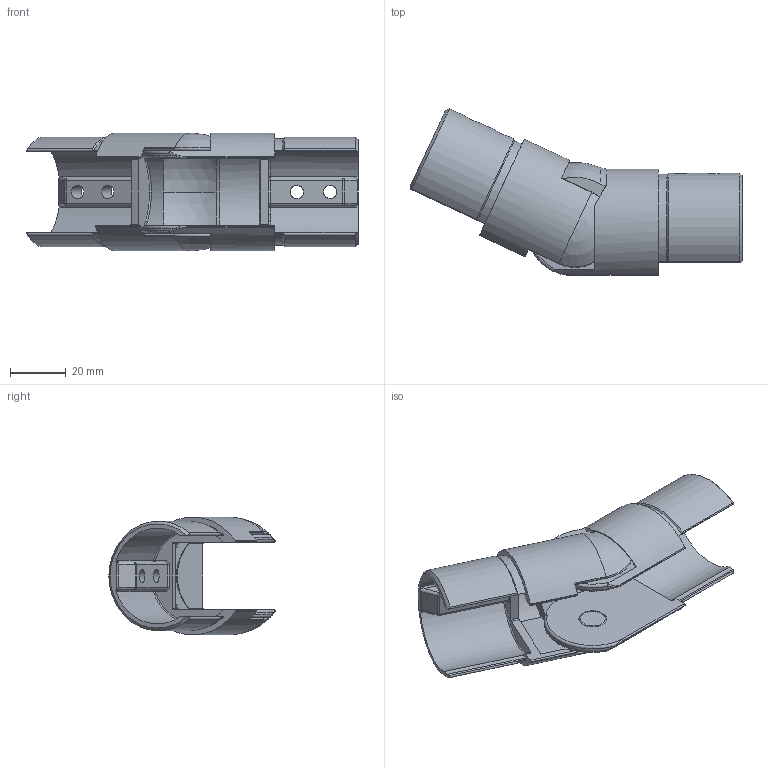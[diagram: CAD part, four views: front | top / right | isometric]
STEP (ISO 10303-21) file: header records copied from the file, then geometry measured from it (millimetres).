
FILE_DESCRIPTION (( 'STEP AP203' ), '1' );
FILE_NAME ('A_6312-042.STEP', '2019-02-19T11:49:28', ( '' ), ( '' ), 'SwSTEP 2.0', 'SolidWorks 2018', '' );
FILE_SCHEMA (( 'CONFIG_CONTROL_DESIGN' ));
Length unit declared in the file: millimetre
Products named in the file (4): A_6312-042; A_6312-042.P1; A_6312-042.P3; A_6312-042.P2_PRE ZOSTAVU
Assembly tree (4 placements, depth 2):
  A_6312-042
    A_6312-042.P1
    A_6312-042.P2_PRE ZOSTAVU
    A_6312-042.P3  x2
Bounding box: 119.35 x 59.75 x 42.4 mm (x, y, z)
Volume: 43936.2 mm3; surface area: 29618.4 mm2
Topology: 4 solids, 4 shells, 207 faces, 545 edges, 336 vertices
Faces by surface type: cylinder 89, plane 44, torus 21, bspline 18, sphere 18, cone 17
Entity records: 11421 total; most frequent: CARTESIAN_POINT 6221, ORIENTED_EDGE 1026, DIRECTION 1001, EDGE_CURVE 513, AXIS2_PLACEMENT_3D 412, VERTEX_POINT 322, CIRCLE 224, EDGE_LOOP 213
